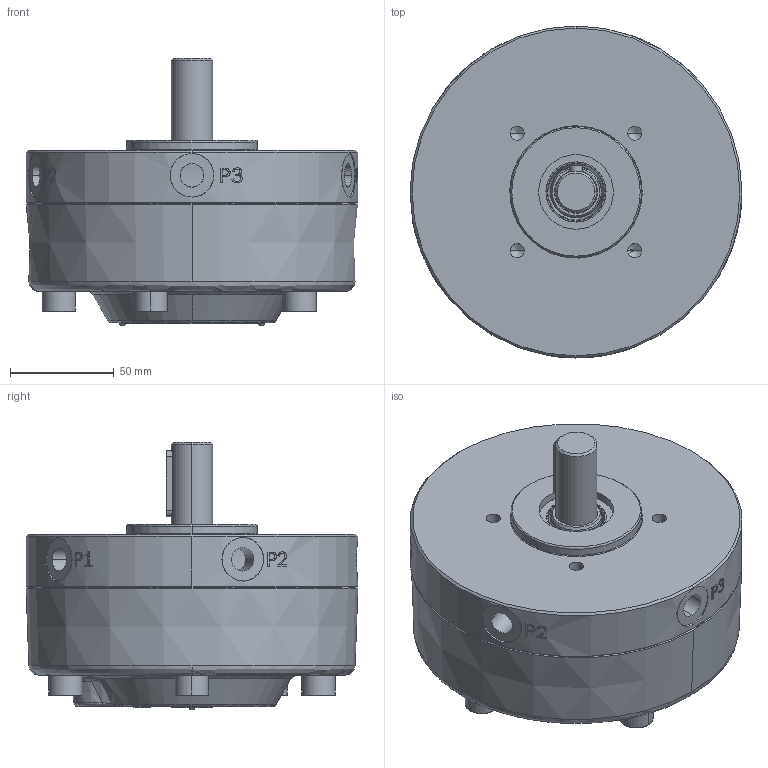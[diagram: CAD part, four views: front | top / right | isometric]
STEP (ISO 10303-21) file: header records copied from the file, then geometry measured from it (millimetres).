
FILE_DESCRIPTION (( 'STEP AP214' ), '1' );
FILE_NAME ('MRK701_5x1 piston.STEP', '2021-03-12T08:13:44', ( '' ), ( '' ), 'SwSTEP 2.0', 'SolidWorks 2020', '' );
FILE_SCHEMA (( 'AUTOMOTIVE_DESIGN' ));
Length unit declared in the file: millimetre
Products named in the file (1): MRK701_5x1 piston
Bounding box: 160 x 160 x 129.1 mm (x, y, z)
Volume: 1447194.9 mm3; surface area: 104539.6 mm2
Topology: 1 solids, 25 shells, 1023 faces, 2494 edges, 1607 vertices
Faces by surface type: plane 455, bspline 323, cylinder 173, cone 68, torus 4
Entity records: 52739 total; most frequent: CARTESIAN_POINT 30600, ORIENTED_EDGE 4972, DIRECTION 3885, EDGE_CURVE 2486, VERTEX_POINT 1607, AXIS2_PLACEMENT_3D 1326, VECTOR 1233, LINE 1233
